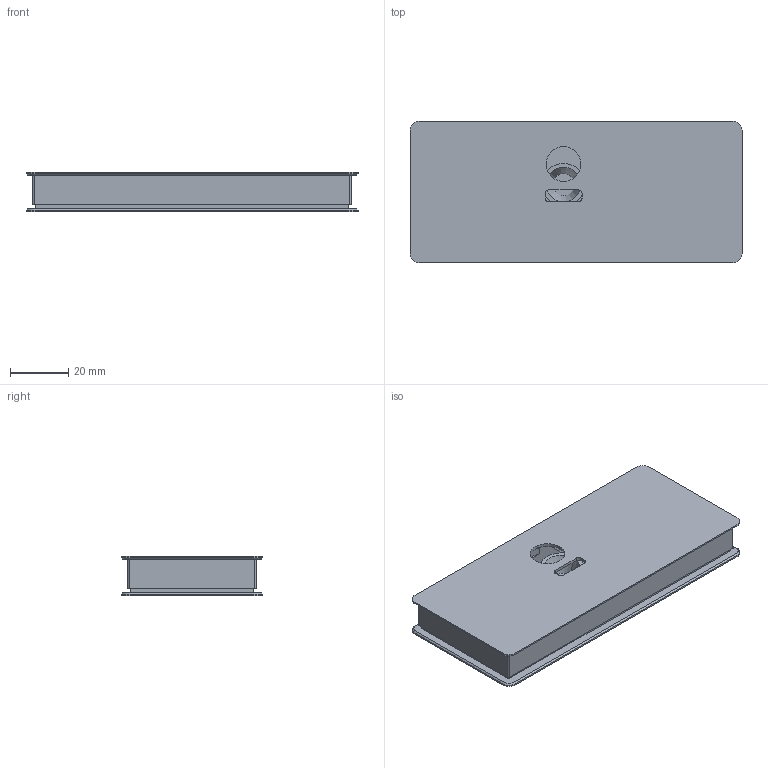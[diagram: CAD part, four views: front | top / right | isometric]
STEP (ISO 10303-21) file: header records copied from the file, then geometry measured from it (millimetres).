
FILE_DESCRIPTION (( 'STEP AP214' ), '1' );
FILE_NAME ('BoardBoxv3.STEP', '2025-11-21T19:55:37', ( '' ), ( '' ), 'SwSTEP 2.0', 'SolidWorks 2025', '' );
FILE_SCHEMA (( 'AUTOMOTIVE_DESIGN' ));
Length unit declared in the file: inch
Products named in the file (1): BoardBoxv3
Bounding box: 114.17 x 48.77 x 13.46 mm (x, y, z)
Volume: 19832.7 mm3; surface area: 37403.8 mm2
Topology: 3 solids, 3 shells, 201 faces, 544 edges, 356 vertices
Faces by surface type: plane 134, cylinder 53, cone 14
Entity records: 6341 total; most frequent: CARTESIAN_POINT 1102, ORIENTED_EDGE 1088, DIRECTION 1070, EDGE_CURVE 544, VECTOR 422, LINE 422, VERTEX_POINT 356, AXIS2_PLACEMENT_3D 324
